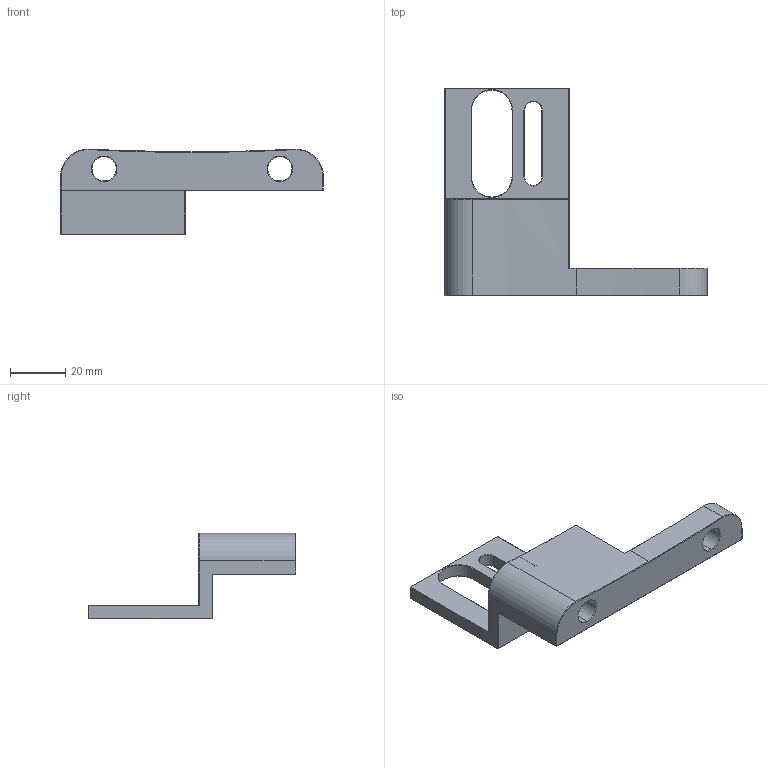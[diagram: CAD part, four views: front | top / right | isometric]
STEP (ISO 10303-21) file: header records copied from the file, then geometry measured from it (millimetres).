
FILE_DESCRIPTION (( 'STEP AP203' ), '1' );
FILE_NAME ('mount.STEP', '2021-01-21T07:46:24', ( '' ), ( '' ), 'SwSTEP 2.0', 'SolidWorks 2019', '' );
FILE_SCHEMA (( 'CONFIG_CONTROL_DESIGN' ));
Length unit declared in the file: millimetre
Products named in the file (1): mount
Bounding box: 95 x 75 x 31 mm (x, y, z)
Volume: 34774.7 mm3; surface area: 13628.5 mm2
Topology: 1 solids, 1 shells, 91 faces, 207 edges, 118 vertices
Faces by surface type: plane 53, cone 24, cylinder 14
Entity records: 2577 total; most frequent: CARTESIAN_POINT 444, DIRECTION 436, ORIENTED_EDGE 414, EDGE_CURVE 207, AXIS2_PLACEMENT_3D 146, LINE 144, VECTOR 144, VERTEX_POINT 118
